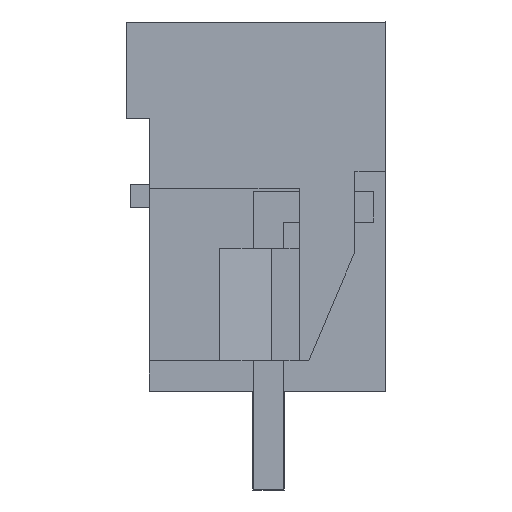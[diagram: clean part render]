
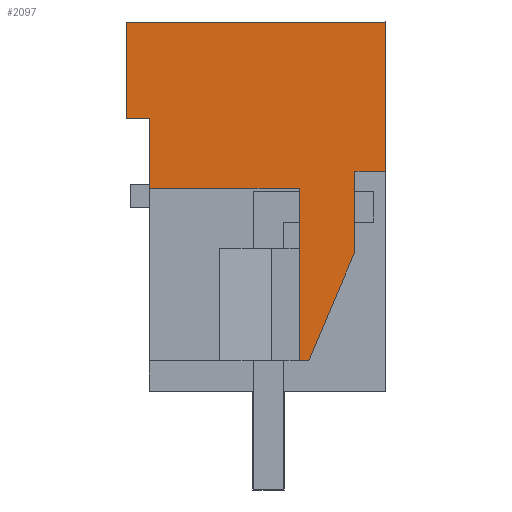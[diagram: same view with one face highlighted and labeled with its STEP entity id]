
A CAD part, left-side view. The second image highlights one B-rep face of the part: STEP entity #2097.
In plain terms, the highlighted planar face has unit normal (-1, 0, 0).
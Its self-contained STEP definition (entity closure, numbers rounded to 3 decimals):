
#2030=AXIS2_PLACEMENT_3D('Plane Axis2P3D',#2027,#2028,#2029) ;
#403=CARTESIAN_POINT('Vertex',(0.,7.68,9.8)) ;
#406=CARTESIAN_POINT('Line Origine',(0.,7.68,10.94)) ;
#410=CARTESIAN_POINT('Vertex',(0.,7.68,12.08)) ;
#1859=CARTESIAN_POINT('Vertex',(0.,2.501,4.2)) ;
#1862=CARTESIAN_POINT('Line Origine',(0.,2.655,4.2)) ;
#1866=CARTESIAN_POINT('Vertex',(0.,2.81,4.2)) ;
#2012=CARTESIAN_POINT('Vertex',(0.,2.81,9.8)) ;
#2015=CARTESIAN_POINT('Line Origine',(0.,5.245,9.8)) ;
#2027=CARTESIAN_POINT('Axis2P3D Location',(0.,8.43,1.7)) ;
#2032=CARTESIAN_POINT('Line Origine',(0.,1.752,5.968)) ;
#2036=CARTESIAN_POINT('Vertex',(0.,1.003,7.735)) ;
#2039=CARTESIAN_POINT('Line Origine',(0.,1.003,9.041)) ;
#2043=CARTESIAN_POINT('Vertex',(0.,1.003,10.346)) ;
#2046=CARTESIAN_POINT('Line Origine',(0.,0.501,10.346)) ;
#2050=CARTESIAN_POINT('Vertex',(0.,0.,10.346)) ;
#2053=CARTESIAN_POINT('Line Origine',(0.,0.,12.773)) ;
#2057=CARTESIAN_POINT('Vertex',(0.,0.,15.2)) ;
#2060=CARTESIAN_POINT('Line Origine',(0.,4.215,15.2)) ;
#2064=CARTESIAN_POINT('Vertex',(0.,8.43,15.2)) ;
#2067=CARTESIAN_POINT('Line Origine',(0.,8.43,13.64)) ;
#2071=CARTESIAN_POINT('Vertex',(0.,8.43,12.08)) ;
#2074=CARTESIAN_POINT('Line Origine',(0.,8.055,12.08)) ;
#2079=CARTESIAN_POINT('Line Origine',(0.,2.81,7.)) ;
#407=DIRECTION('Vector Direction',(0.,0.,-1.)) ;
#1863=DIRECTION('Vector Direction',(0.,1.,0.)) ;
#2016=DIRECTION('Vector Direction',(0.,1.,0.)) ;
#2028=DIRECTION('Axis2P3D Direction',(-1.,0.,0.)) ;
#2029=DIRECTION('Axis2P3D XDirection',(0.,1.,0.)) ;
#2033=DIRECTION('Vector Direction',(0.,0.39,-0.921)) ;
#2040=DIRECTION('Vector Direction',(0.,0.,-1.)) ;
#2047=DIRECTION('Vector Direction',(0.,1.,0.)) ;
#2054=DIRECTION('Vector Direction',(0.,0.,1.)) ;
#2061=DIRECTION('Vector Direction',(0.,1.,0.)) ;
#2068=DIRECTION('Vector Direction',(0.,0.,-1.)) ;
#2075=DIRECTION('Vector Direction',(0.,-1.,0.)) ;
#2080=DIRECTION('Vector Direction',(0.,0.,1.)) ;
#408=VECTOR('Line Direction',#407,1.) ;
#1864=VECTOR('Line Direction',#1863,1.) ;
#2017=VECTOR('Line Direction',#2016,1.) ;
#2034=VECTOR('Line Direction',#2033,1.) ;
#2041=VECTOR('Line Direction',#2040,1.) ;
#2048=VECTOR('Line Direction',#2047,1.) ;
#2055=VECTOR('Line Direction',#2054,1.) ;
#2062=VECTOR('Line Direction',#2061,1.) ;
#2069=VECTOR('Line Direction',#2068,1.) ;
#2076=VECTOR('Line Direction',#2075,1.) ;
#2081=VECTOR('Line Direction',#2080,1.) ;
#2085=ORIENTED_EDGE('',*,*,#1868,.F.) ;
#2086=ORIENTED_EDGE('',*,*,#2038,.F.) ;
#2087=ORIENTED_EDGE('',*,*,#2045,.F.) ;
#2088=ORIENTED_EDGE('',*,*,#2052,.F.) ;
#2089=ORIENTED_EDGE('',*,*,#2059,.T.) ;
#2090=ORIENTED_EDGE('',*,*,#2066,.T.) ;
#2091=ORIENTED_EDGE('',*,*,#2073,.T.) ;
#2092=ORIENTED_EDGE('',*,*,#2078,.T.) ;
#2093=ORIENTED_EDGE('',*,*,#412,.T.) ;
#2094=ORIENTED_EDGE('',*,*,#2019,.F.) ;
#2095=ORIENTED_EDGE('',*,*,#2083,.F.) ;
#2097=ADVANCED_FACE('HOUSING',(#2096),#2031,.T.) ;
#412=EDGE_CURVE('',#411,#404,#409,.T.) ;
#1868=EDGE_CURVE('',#1860,#1867,#1865,.T.) ;
#2019=EDGE_CURVE('',#2013,#404,#2018,.T.) ;
#2038=EDGE_CURVE('',#2037,#1860,#2035,.T.) ;
#2045=EDGE_CURVE('',#2044,#2037,#2042,.T.) ;
#2052=EDGE_CURVE('',#2051,#2044,#2049,.T.) ;
#2059=EDGE_CURVE('',#2051,#2058,#2056,.T.) ;
#2066=EDGE_CURVE('',#2058,#2065,#2063,.T.) ;
#2073=EDGE_CURVE('',#2065,#2072,#2070,.T.) ;
#2078=EDGE_CURVE('',#2072,#411,#2077,.T.) ;
#2083=EDGE_CURVE('',#1867,#2013,#2082,.T.) ;
#2084=EDGE_LOOP('',(#2085,#2086,#2087,#2088,#2089,#2090,#2091,#2092,#2093,#2094,#2095)) ;
#2096=FACE_OUTER_BOUND('',#2084,.T.) ;
#409=LINE('Line',#406,#408) ;
#1865=LINE('Line',#1862,#1864) ;
#2018=LINE('Line',#2015,#2017) ;
#2035=LINE('Line',#2032,#2034) ;
#2042=LINE('Line',#2039,#2041) ;
#2049=LINE('Line',#2046,#2048) ;
#2056=LINE('Line',#2053,#2055) ;
#2063=LINE('Line',#2060,#2062) ;
#2070=LINE('Line',#2067,#2069) ;
#2077=LINE('Line',#2074,#2076) ;
#2082=LINE('Line',#2079,#2081) ;
#2031=PLANE('',#2030) ;
#404=VERTEX_POINT('',#403) ;
#411=VERTEX_POINT('',#410) ;
#1860=VERTEX_POINT('',#1859) ;
#1867=VERTEX_POINT('',#1866) ;
#2013=VERTEX_POINT('',#2012) ;
#2037=VERTEX_POINT('',#2036) ;
#2044=VERTEX_POINT('',#2043) ;
#2051=VERTEX_POINT('',#2050) ;
#2058=VERTEX_POINT('',#2057) ;
#2065=VERTEX_POINT('',#2064) ;
#2072=VERTEX_POINT('',#2071) ;
